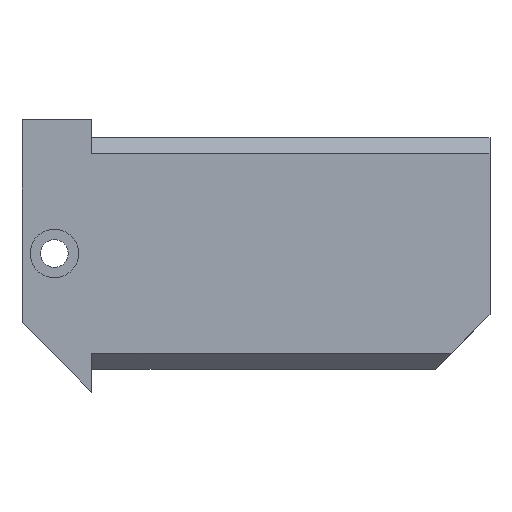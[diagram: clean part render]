
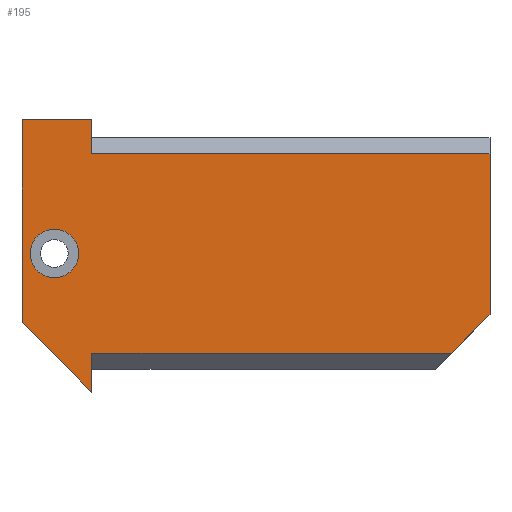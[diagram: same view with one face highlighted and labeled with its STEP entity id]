
A CAD part, front view. The second image highlights one B-rep face of the part: STEP entity #195.
In plain terms, the highlighted planar face has unit normal (0, -1, 0).
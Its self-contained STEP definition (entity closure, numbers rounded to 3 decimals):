
#24 = VERTEX_POINT('',#25);
#25 = CARTESIAN_POINT('',(-21.372,-4.,17.5));
#31 = EDGE_CURVE('',#24,#32,#34,.T.);
#32 = VERTEX_POINT('',#33);
#33 = CARTESIAN_POINT('',(-30.,-4.,17.5));
#34 = LINE('',#35,#36);
#35 = CARTESIAN_POINT('',(-21.372,-4.,17.5));
#36 = VECTOR('',#37,1.);
#37 = DIRECTION('',(-1.,0.,0.));
#62 = EDGE_CURVE('',#24,#63,#65,.T.);
#63 = VERTEX_POINT('',#64);
#64 = CARTESIAN_POINT('',(-21.372,-4.,13.3));
#65 = LINE('',#66,#67);
#66 = CARTESIAN_POINT('',(-21.372,-4.,15.3));
#67 = VECTOR('',#68,1.);
#68 = DIRECTION('',(0.,0.,-1.));
#101 = EDGE_CURVE('',#32,#102,#104,.T.);
#102 = VERTEX_POINT('',#103);
#103 = CARTESIAN_POINT('',(-30.,-4.,-7.5));
#104 = LINE('',#105,#106);
#105 = CARTESIAN_POINT('',(-30.,-4.,17.5));
#106 = VECTOR('',#107,1.);
#107 = DIRECTION('',(0.,0.,-1.));
#195 = ADVANCED_FACE('',(#196,#247),#258,.F.);
#196 = FACE_BOUND('',#197,.F.);
#197 = EDGE_LOOP('',(#198,#199,#200,#208,#216,#224,#232,#240,#246));
#198 = ORIENTED_EDGE('',*,*,#31,.F.);
#199 = ORIENTED_EDGE('',*,*,#62,.T.);
#200 = ORIENTED_EDGE('',*,*,#201,.T.);
#201 = EDGE_CURVE('',#63,#202,#204,.T.);
#202 = VERTEX_POINT('',#203);
#203 = CARTESIAN_POINT('',(27.8,-4.,13.3));
#204 = LINE('',#205,#206);
#205 = CARTESIAN_POINT('',(-21.372,-4.,13.3));
#206 = VECTOR('',#207,1.);
#207 = DIRECTION('',(1.,0.,0.));
#208 = ORIENTED_EDGE('',*,*,#209,.T.);
#209 = EDGE_CURVE('',#202,#210,#212,.T.);
#210 = VERTEX_POINT('',#211);
#211 = CARTESIAN_POINT('',(27.8,-4.,-6.589));
#212 = LINE('',#213,#214);
#213 = CARTESIAN_POINT('',(27.8,-4.,15.3));
#214 = VECTOR('',#215,1.);
#215 = DIRECTION('',(0.,0.,-1.));
#216 = ORIENTED_EDGE('',*,*,#217,.F.);
#217 = EDGE_CURVE('',#218,#210,#220,.T.);
#218 = VERTEX_POINT('',#219);
#219 = CARTESIAN_POINT('',(23.089,-4.,-11.3));
#220 = LINE('',#221,#222);
#221 = CARTESIAN_POINT('',(21.089,-4.,-13.3));
#222 = VECTOR('',#223,1.);
#223 = DIRECTION('',(0.707,0.,0.707));
#224 = ORIENTED_EDGE('',*,*,#225,.F.);
#225 = EDGE_CURVE('',#226,#218,#228,.T.);
#226 = VERTEX_POINT('',#227);
#227 = CARTESIAN_POINT('',(-21.372,-4.,-11.3));
#228 = LINE('',#229,#230);
#229 = CARTESIAN_POINT('',(-21.372,-4.,-11.3));
#230 = VECTOR('',#231,1.);
#231 = DIRECTION('',(1.,0.,0.));
#232 = ORIENTED_EDGE('',*,*,#233,.F.);
#233 = EDGE_CURVE('',#234,#226,#236,.T.);
#234 = VERTEX_POINT('',#235);
#235 = CARTESIAN_POINT('',(-21.372,-4.,-16.128));
#236 = LINE('',#237,#238);
#237 = CARTESIAN_POINT('',(-21.372,-4.,-16.128));
#238 = VECTOR('',#239,1.);
#239 = DIRECTION('',(0.,0.,1.));
#240 = ORIENTED_EDGE('',*,*,#241,.F.);
#241 = EDGE_CURVE('',#102,#234,#242,.T.);
#242 = LINE('',#243,#244);
#243 = CARTESIAN_POINT('',(-30.,-4.,-7.5));
#244 = VECTOR('',#245,1.);
#245 = DIRECTION('',(0.707,0.,-0.707));
#246 = ORIENTED_EDGE('',*,*,#101,.F.);
#247 = FACE_BOUND('',#248,.F.);
#248 = EDGE_LOOP('',(#249));
#249 = ORIENTED_EDGE('',*,*,#250,.T.);
#250 = EDGE_CURVE('',#251,#251,#253,.T.);
#251 = VERTEX_POINT('',#252);
#252 = CARTESIAN_POINT('',(-23.,-4.,1.));
#253 = CIRCLE('',#254,3.);
#254 = AXIS2_PLACEMENT_3D('',#255,#256,#257);
#255 = CARTESIAN_POINT('',(-26.,-4.,1.));
#256 = DIRECTION('',(0.,-1.,0.));
#257 = DIRECTION('',(1.,0.,0.));
#258 = PLANE('',#259);
#259 = AXIS2_PLACEMENT_3D('',#260,#261,#262);
#260 = CARTESIAN_POINT('',(-2.3,-4.,1.811));
#261 = DIRECTION('',(0.,1.,0.));
#262 = DIRECTION('',(0.,0.,1.));
